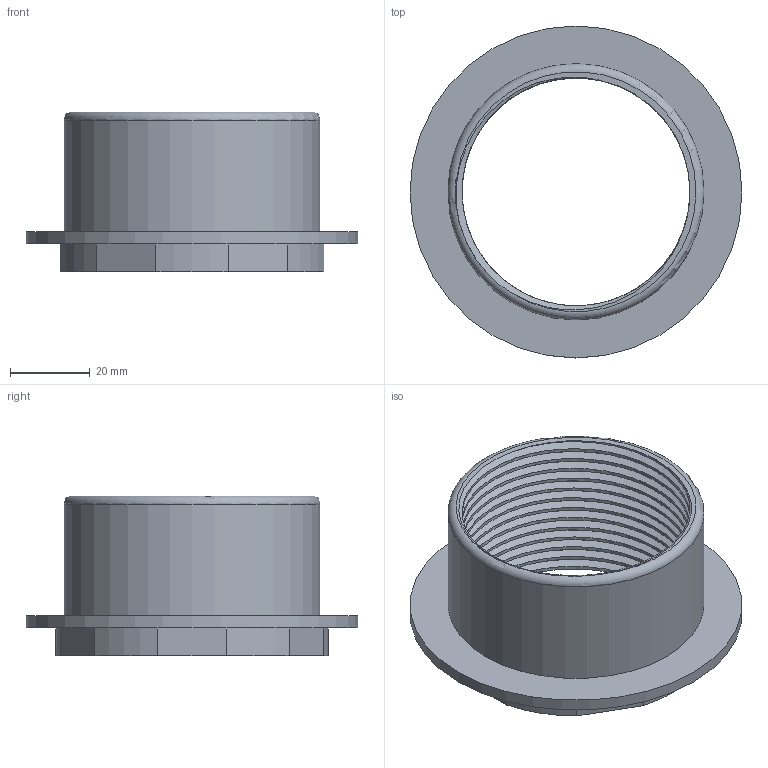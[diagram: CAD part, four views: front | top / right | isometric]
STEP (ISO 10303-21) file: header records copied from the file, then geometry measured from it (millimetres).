
FILE_DESCRIPTION(/* description */ (''),/* implementation_level */ '2;1');
FILE_NAME(/* name */ 'raccordwc v5.step',/* time_stamp */ '2024-04-20T21:34:35+02:00',/* author */ (''),/* organization */ (''),/* preprocessor_version */ 'ST-DEVELOPER v20',/* originating_system */ 'Autodesk Translation Framework v12.20.1.177',/* authorisation */ '');
FILE_SCHEMA (('AUTOMOTIVE_DESIGN { 1 0 10303 214 3 1 1 }'));
Length unit declared in the file: millimetre
Products named in the file (1): raccordwc
Bounding box: 83 x 83 x 40 mm (x, y, z)
Volume: 30551.4 mm3; surface area: 25694.5 mm2
Topology: 1 solids, 1 shells, 50 faces, 142 edges, 95 vertices
Faces by surface type: cylinder 37, plane 10, bspline 2, torus 1
Full cylindrical faces by diameter (mm): 57.002 x13, 60.356 x12, 64 x1, 83 x1
Entity records: 4985 total; most frequent: CARTESIAN_POINT 3754, ORIENTED_EDGE 284, DIRECTION 199, EDGE_CURVE 142, VERTEX_POINT 95, AXIS2_PLACEMENT_3D 73, B_SPLINE_CURVE_WITH_KNOTS 65, EDGE_LOOP 53
